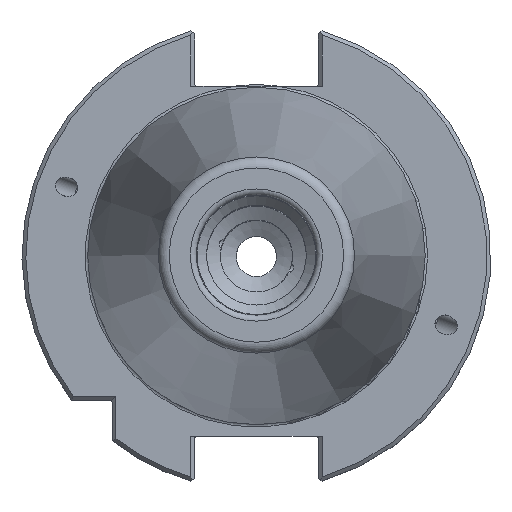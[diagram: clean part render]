
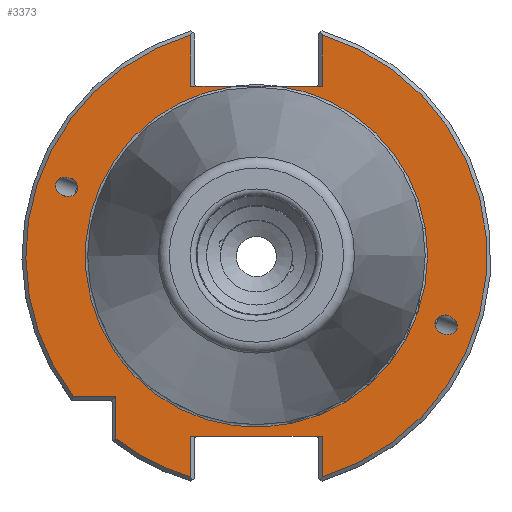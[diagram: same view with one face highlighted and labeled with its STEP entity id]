
A CAD part, top view. The second image highlights one B-rep face of the part: STEP entity #3373.
In plain terms, the highlighted planar face has unit normal (0, 0, 1).
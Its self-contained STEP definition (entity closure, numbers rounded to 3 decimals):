
#20=ELLIPSE('',#3574,2.381,1.95);
#23=ELLIPSE('',#3587,2.381,1.95);
#60=LINE('',#4986,#160);
#64=LINE('',#5002,#164);
#76=LINE('',#5158,#176);
#81=LINE('',#5172,#181);
#102=LINE('',#5238,#202);
#103=LINE('',#5240,#203);
#104=LINE('',#5242,#204);
#105=LINE('',#5243,#205);
#106=LINE('',#5244,#206);
#160=VECTOR('',#4051,1000.);
#164=VECTOR('',#4061,1000.);
#176=VECTOR('',#4157,1000.);
#181=VECTOR('',#4168,1000.);
#202=VECTOR('',#4227,1000.);
#203=VECTOR('',#4230,1000.);
#204=VECTOR('',#4231,1000.);
#205=VECTOR('',#4232,1000.);
#206=VECTOR('',#4233,1000.);
#329=PLANE('',#3643);
#426=CIRCLE('',#3580,47.95);
#428=CIRCLE('',#3583,35.591);
#429=CIRCLE('',#3585,47.95);
#430=CIRCLE('',#3589,47.95);
#897=ORIENTED_EDGE('',*,*,#1245,.F.);
#898=ORIENTED_EDGE('',*,*,#1244,.T.);
#899=ORIENTED_EDGE('',*,*,#1325,.T.);
#900=ORIENTED_EDGE('',*,*,#1326,.F.);
#901=ORIENTED_EDGE('',*,*,#1327,.T.);
#902=ORIENTED_EDGE('',*,*,#1247,.T.);
#903=ORIENTED_EDGE('',*,*,#1295,.T.);
#904=ORIENTED_EDGE('',*,*,#1328,.F.);
#905=ORIENTED_EDGE('',*,*,#1242,.F.);
#906=ORIENTED_EDGE('',*,*,#1329,.F.);
#907=ORIENTED_EDGE('',*,*,#1288,.T.);
#908=ORIENTED_EDGE('',*,*,#1239,.T.);
#909=ORIENTED_EDGE('',*,*,#1238,.T.);
#910=ORIENTED_EDGE('',*,*,#1231,.T.);
#911=ORIENTED_EDGE('',*,*,#1229,.F.);
#1229=EDGE_CURVE('',#1519,#1519,#20,.T.);
#1231=EDGE_CURVE('',#1521,#1520,#60,.T.);
#1238=EDGE_CURVE('',#1524,#1521,#64,.T.);
#1239=EDGE_CURVE('',#1526,#1524,#426,.T.);
#1242=EDGE_CURVE('',#1528,#1527,#428,.T.);
#1244=EDGE_CURVE('',#1520,#1529,#429,.T.);
#1245=EDGE_CURVE('',#1530,#1530,#23,.T.);
#1247=EDGE_CURVE('',#1533,#1532,#430,.T.);
#1288=EDGE_CURVE('',#1556,#1526,#76,.T.);
#1295=EDGE_CURVE('',#1532,#1561,#81,.T.);
#1325=EDGE_CURVE('',#1529,#1579,#102,.T.);
#1326=EDGE_CURVE('',#1580,#1579,#103,.T.);
#1327=EDGE_CURVE('',#1580,#1533,#104,.T.);
#1328=EDGE_CURVE('',#1527,#1561,#105,.T.);
#1329=EDGE_CURVE('',#1556,#1528,#106,.T.);
#1519=VERTEX_POINT('',#4979);
#1520=VERTEX_POINT('',#4985);
#1521=VERTEX_POINT('',#4987);
#1524=VERTEX_POINT('',#4998);
#1526=VERTEX_POINT('',#5005);
#1527=VERTEX_POINT('',#5012);
#1528=VERTEX_POINT('',#5013);
#1529=VERTEX_POINT('',#5020);
#1530=VERTEX_POINT('',#5024);
#1532=VERTEX_POINT('',#5031);
#1533=VERTEX_POINT('',#5033);
#1556=VERTEX_POINT('',#5159);
#1561=VERTEX_POINT('',#5171);
#1579=VERTEX_POINT('',#5237);
#1580=VERTEX_POINT('',#5241);
#1869=EDGE_LOOP('',(#897));
#1870=EDGE_LOOP('',(#898,#899,#900,#901,#902,#903,#904,#905,#906,#907,#908,
#909,#910));
#1871=EDGE_LOOP('',(#911));
#2102=FACE_BOUND('',#1869,.T.);
#2103=FACE_BOUND('',#1870,.T.);
#2104=FACE_BOUND('',#1871,.T.);
#3373=ADVANCED_FACE('',(#2102,#2103,#2104),#329,.T.);
#3574=AXIS2_PLACEMENT_3D('',#4978,#4047,#4048);
#3580=AXIS2_PLACEMENT_3D('',#5004,#4064,#4065);
#3583=AXIS2_PLACEMENT_3D('',#5014,#4070,#4071);
#3585=AXIS2_PLACEMENT_3D('',#5021,#4074,#4075);
#3587=AXIS2_PLACEMENT_3D('',#5023,#4078,#4079);
#3589=AXIS2_PLACEMENT_3D('',#5032,#4082,#4083);
#3643=AXIS2_PLACEMENT_3D('',#5239,#4228,#4229);
#4047=DIRECTION('',(0.,0.,1.));
#4048=DIRECTION('',(-0.94,0.342,0.));
#4051=DIRECTION('',(0.,-1.,0.));
#4061=DIRECTION('',(1.,0.,0.));
#4064=DIRECTION('',(0.,0.,1.));
#4065=DIRECTION('',(1.,0.,0.));
#4070=DIRECTION('',(0.,0.,1.));
#4071=DIRECTION('',(1.,0.,0.));
#4074=DIRECTION('',(0.,0.,1.));
#4075=DIRECTION('',(1.,0.,0.));
#4078=DIRECTION('',(0.,0.,1.));
#4079=DIRECTION('',(0.94,-0.342,0.));
#4082=DIRECTION('',(0.,0.,1.));
#4083=DIRECTION('',(1.,0.,0.));
#4157=DIRECTION('',(0.,1.,0.));
#4168=DIRECTION('',(0.,-1.,0.));
#4227=DIRECTION('',(0.,1.,0.));
#4228=DIRECTION('',(0.,0.,1.));
#4229=DIRECTION('',(1.,0.,0.));
#4230=DIRECTION('',(-1.,0.,0.));
#4231=DIRECTION('',(0.,-1.,0.));
#4232=DIRECTION('',(1.,0.,0.));
#4233=DIRECTION('',(1.,0.,0.));
#4978=CARTESIAN_POINT('',(39.467,-14.365,-3.2));
#4979=CARTESIAN_POINT('',(37.23,-13.551,-3.2));
#4985=CARTESIAN_POINT('',(-29.2,-38.034,-3.2));
#4986=CARTESIAN_POINT('',(-29.2,-38.616,-3.2));
#4987=CARTESIAN_POINT('',(-29.2,-29.2,-3.2));
#4998=CARTESIAN_POINT('',(-38.034,-29.2,-3.2));
#5002=CARTESIAN_POINT('',(-30.,-29.2,-3.2));
#5004=CARTESIAN_POINT('',(0.,0.,-3.2));
#5005=CARTESIAN_POINT('',(-13.65,45.966,-3.2));
#5012=CARTESIAN_POINT('',(4.543,35.3,-3.2));
#5013=CARTESIAN_POINT('',(-4.543,35.3,-3.2));
#5014=CARTESIAN_POINT('',(0.,0.,-3.2));
#5020=CARTESIAN_POINT('',(-13.65,-45.966,-3.2));
#5021=CARTESIAN_POINT('',(0.,0.,-3.2));
#5023=CARTESIAN_POINT('',(-39.467,14.365,-3.2));
#5024=CARTESIAN_POINT('',(-37.23,13.551,-3.2));
#5031=CARTESIAN_POINT('',(13.65,45.966,-3.2));
#5032=CARTESIAN_POINT('',(0.,0.,-3.2));
#5033=CARTESIAN_POINT('',(13.65,-45.966,-3.2));
#5158=CARTESIAN_POINT('',(-13.65,47.181,-3.2));
#5159=CARTESIAN_POINT('',(-13.65,35.3,-3.2));
#5171=CARTESIAN_POINT('',(13.65,35.3,-3.2));
#5172=CARTESIAN_POINT('',(13.65,35.3,-3.2));
#5237=CARTESIAN_POINT('',(-13.65,-37.5,-3.2));
#5238=CARTESIAN_POINT('',(-13.65,-37.5,-3.2));
#5239=CARTESIAN_POINT('',(35.591,0.,-3.2));
#5240=CARTESIAN_POINT('',(12.85,-37.5,-3.2));
#5241=CARTESIAN_POINT('',(13.65,-37.5,-3.2));
#5242=CARTESIAN_POINT('',(13.65,-47.181,-3.2));
#5243=CARTESIAN_POINT('',(-12.85,35.3,-3.2));
#5244=CARTESIAN_POINT('',(-12.85,35.3,-3.2));
